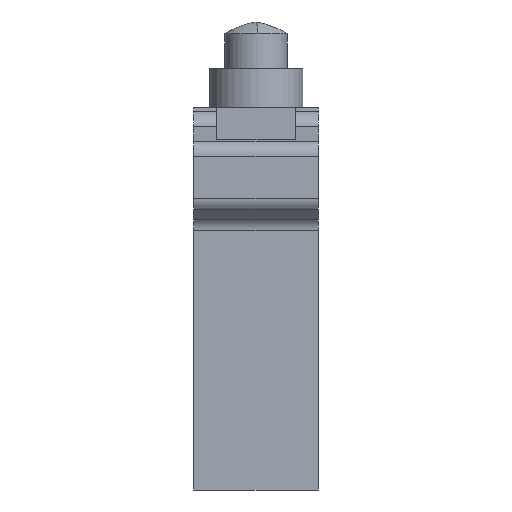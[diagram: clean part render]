
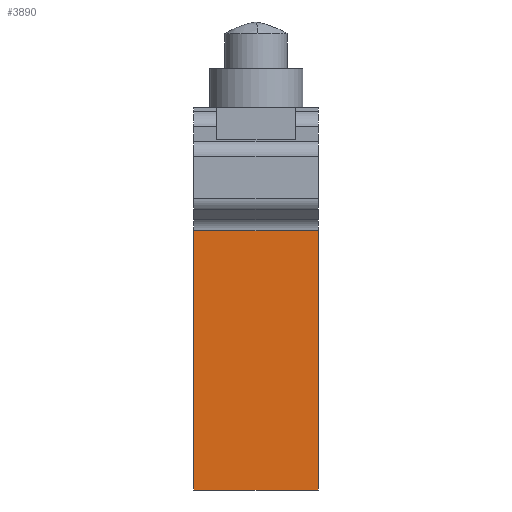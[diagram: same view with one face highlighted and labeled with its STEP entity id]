
A CAD part, left-side view. The second image highlights one B-rep face of the part: STEP entity #3890.
In plain terms, the highlighted planar face has unit normal (-1, 0, 0).
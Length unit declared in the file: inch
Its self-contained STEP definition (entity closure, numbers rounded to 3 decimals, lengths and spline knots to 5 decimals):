
#18 = ORIENTED_EDGE ( 'NONE', *, *, #1802, .T. ) ;
#45 = CARTESIAN_POINT ( 'NONE',  ( -0.59055, 0., -0.26687 ) ) ;
#142 = FACE_OUTER_BOUND ( 'NONE', #2499, .T. ) ;
#293 = CARTESIAN_POINT ( 'NONE',  ( -0.59055, -0.62992, -0.61024 ) ) ;
#381 = VERTEX_POINT ( 'NONE', #535 ) ;
#417 = VERTEX_POINT ( 'NONE', #590 ) ;
#516 = CARTESIAN_POINT ( 'NONE',  ( -0.59055, 0., -1.5748 ) ) ;
#535 = CARTESIAN_POINT ( 'NONE',  ( -0.59055, -0.62992, -1.5748 ) ) ;
#590 = CARTESIAN_POINT ( 'NONE',  ( -0.59055, 0., -1.5748 ) ) ;
#941 = CARTESIAN_POINT ( 'NONE',  ( -0.59055, 0., -1.5748 ) ) ;
#1222 = VERTEX_POINT ( 'NONE', #2358 ) ;
#1545 = CARTESIAN_POINT ( 'NONE',  ( -0.59055, -0.62992, -0.26687 ) ) ;
#1718 = VECTOR ( 'NONE', #2753, 39.37008 ) ;
#1783 = CARTESIAN_POINT ( 'NONE',  ( -0.59055, 0., -1.5748 ) ) ;
#1802 = EDGE_CURVE ( 'NONE', #381, #3261, #2850, .T. ) ;
#1830 = EDGE_CURVE ( 'NONE', #3261, #1222, #2800, .T. ) ;
#1867 = LINE ( 'NONE', #941, #2993 ) ;
#1910 = VECTOR ( 'NONE', #3308, 39.37008 ) ;
#1973 = PLANE ( 'NONE',  #3016 ) ;
#2358 = CARTESIAN_POINT ( 'NONE',  ( -0.59055, 0., -0.26687 ) ) ;
#2499 = EDGE_LOOP ( 'NONE', ( #2964, #18, #3554, #2774 ) ) ;
#2615 = DIRECTION ( 'NONE',  ( -1., 0., 0. ) ) ;
#2629 = VECTOR ( 'NONE', #3617, 39.37008 ) ;
#2722 = DIRECTION ( 'NONE',  ( 0., 0., -1. ) ) ;
#2753 = DIRECTION ( 'NONE',  ( 0., 1., 0. ) ) ;
#2774 = ORIENTED_EDGE ( 'NONE', *, *, #3226, .T. ) ;
#2800 = LINE ( 'NONE', #45, #1718 ) ;
#2850 = LINE ( 'NONE', #293, #1910 ) ;
#2964 = ORIENTED_EDGE ( 'NONE', *, *, #3477, .T. ) ;
#2993 = VECTOR ( 'NONE', #2722, 39.37008 ) ;
#3016 = AXIS2_PLACEMENT_3D ( 'NONE', #516, #2615, #3569 ) ;
#3226 = EDGE_CURVE ( 'NONE', #1222, #417, #1867, .T. ) ;
#3261 = VERTEX_POINT ( 'NONE', #1545 ) ;
#3308 = DIRECTION ( 'NONE',  ( 0., 0., 1. ) ) ;
#3477 = EDGE_CURVE ( 'NONE', #417, #381, #3545, .T. ) ;
#3545 = LINE ( 'NONE', #1783, #2629 ) ;
#3554 = ORIENTED_EDGE ( 'NONE', *, *, #1830, .T. ) ;
#3569 = DIRECTION ( 'NONE',  ( 0., 0., 1. ) ) ;
#3617 = DIRECTION ( 'NONE',  ( 0., -1., 0. ) ) ;
#3890 = ADVANCED_FACE ( 'NONE', ( #142 ), #1973, .T. ) ;
